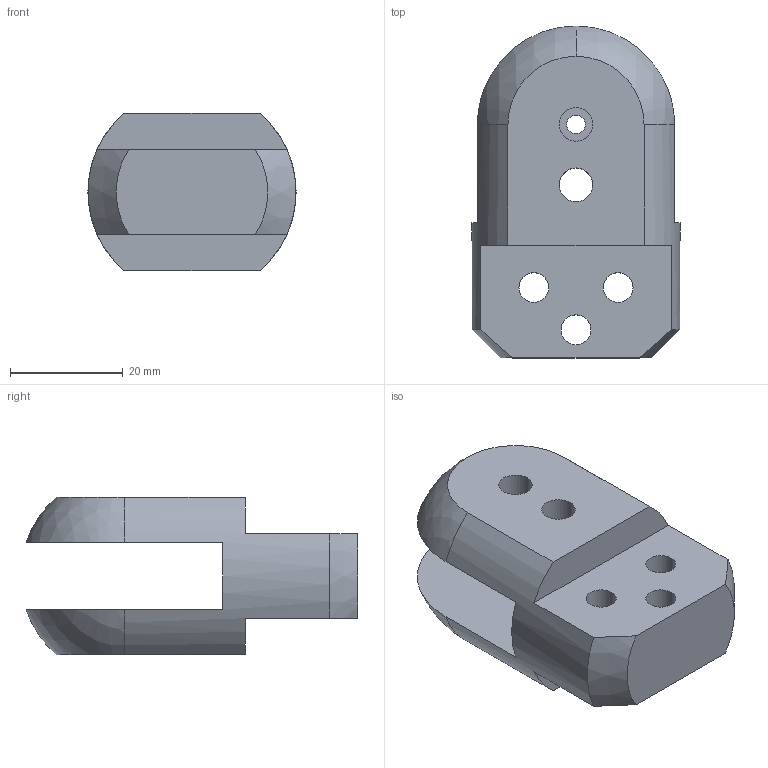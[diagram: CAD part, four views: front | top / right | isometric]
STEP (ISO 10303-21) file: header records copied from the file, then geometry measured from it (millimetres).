
FILE_DESCRIPTION (( 'STEP AP203' ), '1' );
FILE_NAME ('VT-MOD-CAM-USI-002A-AXEPIVOT.STEP', '2023-05-04T06:55:41', ( '' ), ( '' ), 'SwSTEP 2.0', 'SolidWorks 2016', '' );
FILE_SCHEMA (( 'CONFIG_CONTROL_DESIGN' ));
Length unit declared in the file: millimetre
Products named in the file (1): VT-MOD-CAM-USI-002A-AXEPIVOT
Bounding box: 37 x 59 x 28 mm (x, y, z)
Volume: 26718.3 mm3; surface area: 9751.1 mm2
Topology: 1 solids, 1 shells, 35 faces, 96 edges, 64 vertices
Faces by surface type: cylinder 18, plane 11, sphere 4, cone 2
Entity records: 1263 total; most frequent: DIRECTION 220, CARTESIAN_POINT 216, ORIENTED_EDGE 192, EDGE_CURVE 96, AXIS2_PLACEMENT_3D 92, VERTEX_POINT 64, CIRCLE 56, EDGE_LOOP 50
